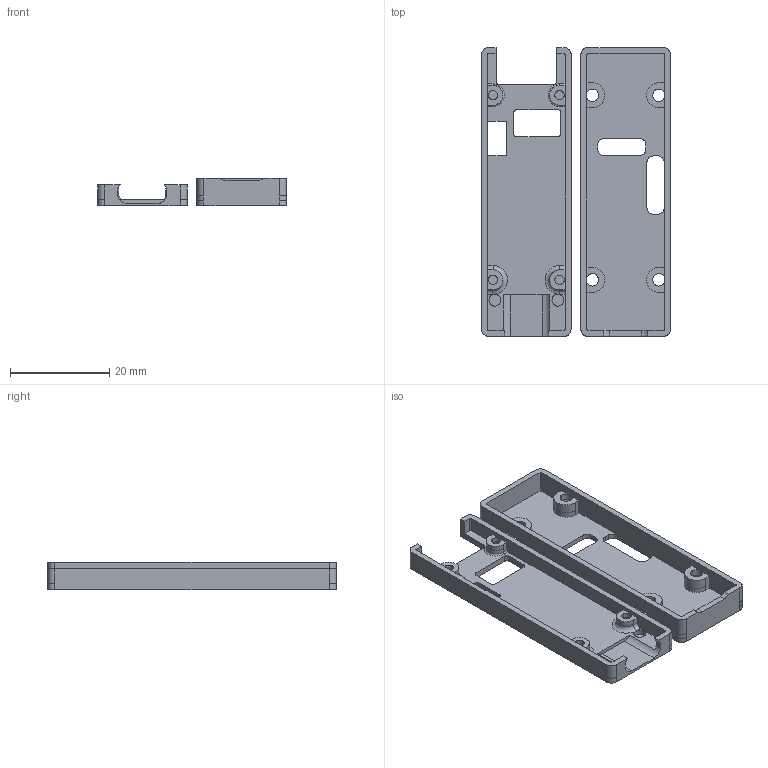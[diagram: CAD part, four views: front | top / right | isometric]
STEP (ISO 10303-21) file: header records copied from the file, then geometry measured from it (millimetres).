
FILE_DESCRIPTION(/* description */ (''),/* implementation_level */ '2;1');
FILE_NAME(/* name */ 'CANine Cover',/* time_stamp */ '2023-12-14T23:57:50+02:00',/* author */ (''),/* organization */ (''),/* preprocessor_version */ 'ST-DEVELOPER v16.5',/* originating_system */ 'Rhino 7.28',/* authorisation */ '');
FILE_SCHEMA (('CONFIG_CONTROL_DESIGN'));
Length unit declared in the file: millimetre
Products named in the file (1): Document
Bounding box: 38.08 x 58.2 x 5.58 mm (x, y, z)
Volume: 3327.9 mm3; surface area: 6578.1 mm2
Topology: 2 solids, 2 shells, 308 faces, 846 edges, 556 vertices
Faces by surface type: plane 175, cylinder 108, bspline 25
Entity records: 9657 total; most frequent: CARTESIAN_POINT 4276, ORIENTED_EDGE 1692, EDGE_CURVE 846, VERTEX_POINT 556, B_SPLINE_CURVE_WITH_KNOTS 347, EDGE_LOOP 338, ADVANCED_FACE 308, FACE_OUTER_BOUND 308
